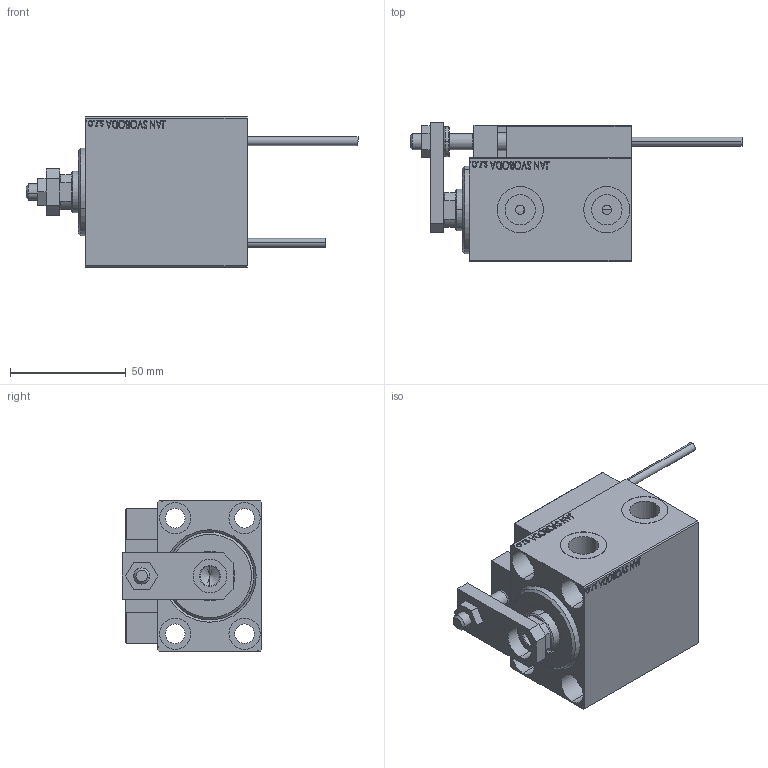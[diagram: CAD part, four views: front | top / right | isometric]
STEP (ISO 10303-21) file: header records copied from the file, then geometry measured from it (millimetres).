
FILE_DESCRIPTION (( 'STEP AP203' ), '1' );
FILE_NAME ('7577.STEP', '2022-04-16T21:10:39', ( '' ), ( '' ), 'SwSTEP 2.0', 'SolidWorks 2019', '' );
FILE_SCHEMA (( 'CONFIG_CONTROL_DESIGN' ));
Length unit declared in the file: millimetre
Products named in the file (15): MAGNET 4636612718a8521ed4e2e01c9083604d; ALLEN BOLT D5 4636612718a8521ed4e2e01c9083604d; TYC_L79 4636612718a8521ed4e2e01c9083604d; ZARAZKA 4636612718a8521ed4e2e01c9083604d; KONCOVKA 4636612718a8521ed4e2e01c9083604d; V450CM_C_Body 4636612718a8521ed4e2e01c9083604d; SWITCH X 4636612718a8521ed4e2e01c9083604d; SWITCH_X_FRONT_BACK 4636612718a8521ed4e2e01c9083604d; ALLEN BOLT D8 4636612718a8521ed4e2e01c9083604d; Block 4636612718a8521ed4e2e01c9083604d; V450CM_C_VCP 4636612718a8521ed4e2e01c9083604d; 7577; SWITCH DIM B,W 4636612718a8521ed4e2e01c9083604d; NUT_D12 4636612718a8521ed4e2e01c9083604d; V450CM_VC_B 4636612718a8521ed4e2e01c9083604d
Assembly tree (24 placements, depth 3):
  7577
    V450CM_C_Body 4636612718a8521ed4e2e01c9083604d
    SWITCH X 4636612718a8521ed4e2e01c9083604d
      SWITCH_X_FRONT_BACK 4636612718a8521ed4e2e01c9083604d  x2
      TYC_L79 4636612718a8521ed4e2e01c9083604d
      Block 4636612718a8521ed4e2e01c9083604d  x2
      ALLEN BOLT D5 4636612718a8521ed4e2e01c9083604d  x4
      ALLEN BOLT D8 4636612718a8521ed4e2e01c9083604d  x4
      MAGNET 4636612718a8521ed4e2e01c9083604d  x2
      KONCOVKA 4636612718a8521ed4e2e01c9083604d  x2
    NUT_D12 4636612718a8521ed4e2e01c9083604d
    SWITCH DIM B,W 4636612718a8521ed4e2e01c9083604d
    ZARAZKA 4636612718a8521ed4e2e01c9083604d
    V450CM_C_VCP 4636612718a8521ed4e2e01c9083604d
    V450CM_VC_B 4636612718a8521ed4e2e01c9083604d
Bounding box: 143.7 x 60.5 x 65 mm (x, y, z)
Volume: 219321.1 mm3; surface area: 71970.5 mm2
Topology: 23 solids, 23 shells, 1299 faces, 3114 edges, 1991 vertices
Faces by surface type: plane 565, bspline 380, cylinder 200, cone 106, torus 44, sphere 4
Entity records: 50915 total; most frequent: CARTESIAN_POINT 26213, ORIENTED_EDGE 5248, DIRECTION 3550, EDGE_CURVE 2624, VERTEX_POINT 1715, VECTOR 1502, LINE 1502, EDGE_LOOP 1215
